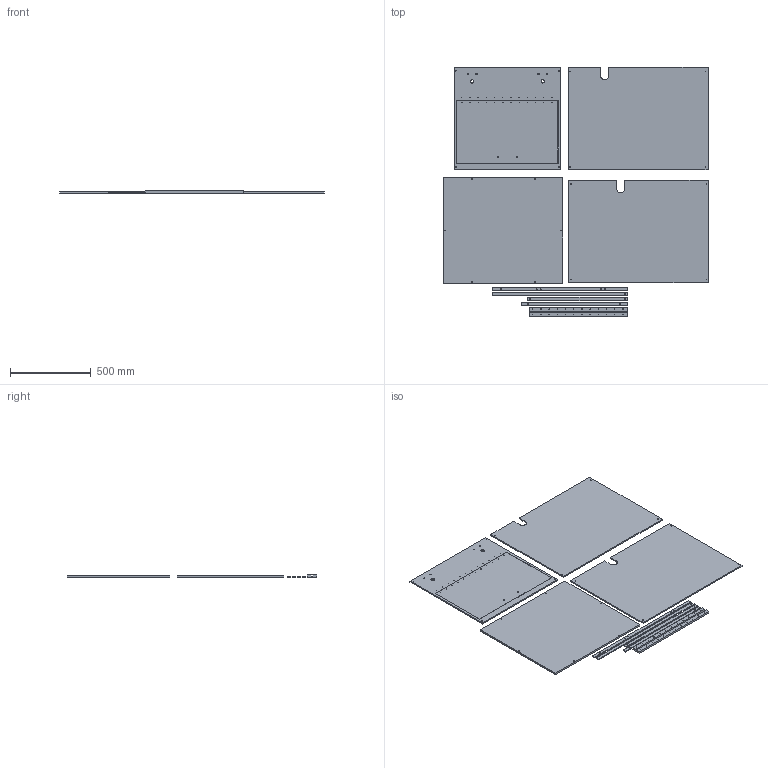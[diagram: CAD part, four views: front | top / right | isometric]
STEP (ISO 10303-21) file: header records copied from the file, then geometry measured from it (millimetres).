
FILE_DESCRIPTION(/* description */ (''),/* implementation_level */ '2;1');
FILE_NAME(/* name */ 'Wood Panels.step',/* time_stamp */ '2022-03-08T12:54:41-06:00',/* author */ (''),/* organization */ (''),/* preprocessor_version */ 'ST-DEVELOPER v18.1',/* originating_system */ 'Autodesk Translation Framework v10.13.0.1454',/* authorisation */ '');
FILE_SCHEMA (('AUTOMOTIVE_DESIGN { 1 0 10303 214 3 1 1 }'));
Length unit declared in the file: millimetre
Products named in the file (11): Wood Panels; PN778; PN781; PN779; PN780; PN772; PN773; PN782; PN770; PN771; PN769
Assembly tree (11 placements, depth 2):
  Wood Panels
    PN778
    PN781
    PN779
    PN780
    PN772
    PN773
    PN782  x2
    PN770
    PN771
    PN769
Bounding box: 1641.58 x 1547.04 x 12.7 mm (x, y, z)
Volume: 18174174.9 mm3; surface area: 4394858.2 mm2
Topology: 11 solids, 11 shells, 206 faces, 480 edges, 320 vertices
Faces by surface type: plane 116, cylinder 90
Full cylindrical faces by diameter (mm): 2.381 x48, 5 x6, 5.2 x24, 21 x2
Entity records: 5832 total; most frequent: DIRECTION 984, CARTESIAN_POINT 918, ORIENTED_EDGE 864, EDGE_CURVE 432, AXIS2_PLACEMENT_3D 354, EDGE_LOOP 310, VERTEX_POINT 288, LINE 276
